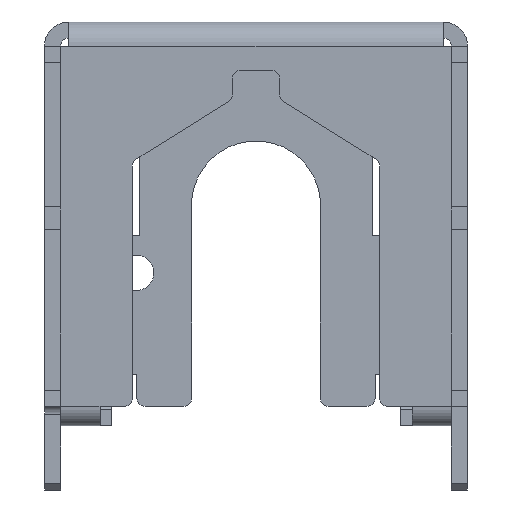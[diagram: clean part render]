
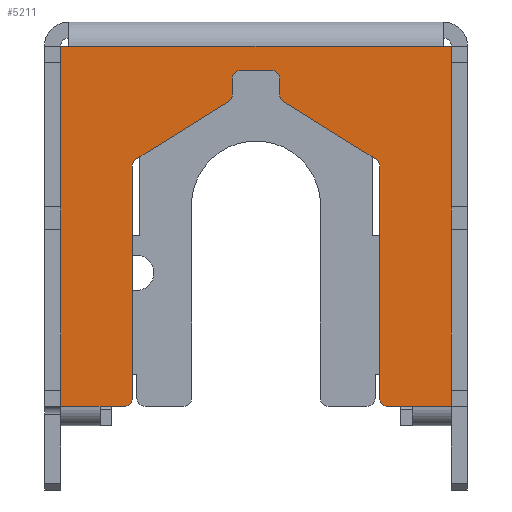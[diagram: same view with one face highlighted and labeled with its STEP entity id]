
A CAD part, front view. The second image highlights one B-rep face of the part: STEP entity #5211.
In plain terms, the highlighted planar face has unit normal (0, -1, 0).
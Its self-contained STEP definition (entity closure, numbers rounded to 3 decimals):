
#2838 = VERTEX_POINT('',#2839);
#2839 = CARTESIAN_POINT('',(-6.075,-6.575,11.2));
#2861 = VERTEX_POINT('',#2862);
#2862 = CARTESIAN_POINT('',(-6.075,-6.575,6.7));
#2885 = EDGE_CURVE('',#2838,#2861,#2886,.T.);
#2886 = LINE('',#2887,#2888);
#2887 = CARTESIAN_POINT('',(-6.075,-6.575,11.2));
#2888 = VECTOR('',#2889,1.);
#2889 = DIRECTION('',(0.,0.,-1.));
#2904 = VERTEX_POINT('',#2905);
#2905 = CARTESIAN_POINT('',(-6.075,-6.575,6.));
#2926 = VERTEX_POINT('',#2927);
#2927 = CARTESIAN_POINT('',(-6.075,-6.575,1.));
#2952 = EDGE_CURVE('',#2904,#2926,#2953,.T.);
#2953 = LINE('',#2954,#2955);
#2954 = CARTESIAN_POINT('',(-6.075,-6.575,6.));
#2955 = VECTOR('',#2956,1.);
#2956 = DIRECTION('',(0.,0.,-1.));
#4225 = VERTEX_POINT('',#4226);
#4226 = CARTESIAN_POINT('',(-4.1,-6.575,0.5));
#4232 = EDGE_CURVE('',#4225,#4233,#4235,.T.);
#4233 = VERTEX_POINT('',#4234);
#4234 = CARTESIAN_POINT('',(-4.85,-6.575,0.5));
#4235 = LINE('',#4236,#4237);
#4236 = CARTESIAN_POINT('',(6.075,-6.575,0.5));
#4237 = VECTOR('',#4238,1.);
#4238 = DIRECTION('',(-1.,0.,0.));
#4287 = VERTEX_POINT('',#4288);
#4288 = CARTESIAN_POINT('',(-6.075,-6.575,11.7));
#4294 = EDGE_CURVE('',#4287,#4295,#4297,.T.);
#4295 = VERTEX_POINT('',#4296);
#4296 = CARTESIAN_POINT('',(-5.825,-6.575,11.7));
#4297 = LINE('',#4298,#4299);
#4298 = CARTESIAN_POINT('',(-6.075,-6.575,11.7));
#4299 = VECTOR('',#4300,1.);
#4300 = DIRECTION('',(1.,0.,0.));
#4342 = VERTEX_POINT('',#4343);
#4343 = CARTESIAN_POINT('',(5.825,-6.575,11.7));
#4349 = EDGE_CURVE('',#4342,#4350,#4352,.T.);
#4350 = VERTEX_POINT('',#4351);
#4351 = CARTESIAN_POINT('',(6.075,-6.575,11.7));
#4352 = LINE('',#4353,#4354);
#4353 = CARTESIAN_POINT('',(-6.075,-6.575,11.7));
#4354 = VECTOR('',#4355,1.);
#4355 = DIRECTION('',(1.,0.,0.));
#4406 = VERTEX_POINT('',#4407);
#4407 = CARTESIAN_POINT('',(4.85,-6.575,0.5));
#4413 = EDGE_CURVE('',#4406,#4414,#4416,.T.);
#4414 = VERTEX_POINT('',#4415);
#4415 = CARTESIAN_POINT('',(4.1,-6.575,0.5));
#4416 = LINE('',#4417,#4418);
#4417 = CARTESIAN_POINT('',(6.075,-6.575,0.5));
#4418 = VECTOR('',#4419,1.);
#4419 = DIRECTION('',(-1.,0.,0.));
#4435 = EDGE_CURVE('',#4436,#4414,#4438,.T.);
#4436 = VERTEX_POINT('',#4437);
#4437 = CARTESIAN_POINT('',(3.85,-6.575,0.75));
#4438 = CIRCLE('',#4439,0.25);
#4439 = AXIS2_PLACEMENT_3D('',#4440,#4441,#4442);
#4440 = CARTESIAN_POINT('',(4.1,-6.575,0.75));
#4441 = DIRECTION('',(0.,-1.,0.));
#4442 = DIRECTION('',(0.,0.,1.));
#4460 = EDGE_CURVE('',#4461,#4436,#4463,.T.);
#4461 = VERTEX_POINT('',#4462);
#4462 = CARTESIAN_POINT('',(3.85,-6.575,7.97));
#4463 = LINE('',#4464,#4465);
#4464 = CARTESIAN_POINT('',(3.85,-6.575,8.109));
#4465 = VECTOR('',#4466,1.);
#4466 = DIRECTION('',(0.,0.,-1.));
#4484 = EDGE_CURVE('',#4485,#4461,#4487,.T.);
#4485 = VERTEX_POINT('',#4486);
#4486 = CARTESIAN_POINT('',(3.732,-6.575,8.182));
#4487 = CIRCLE('',#4488,0.25);
#4488 = AXIS2_PLACEMENT_3D('',#4489,#4490,#4491);
#4489 = CARTESIAN_POINT('',(3.6,-6.575,7.97));
#4490 = DIRECTION('',(0.,1.,0.));
#4491 = DIRECTION('',(0.,0.,1.));
#4509 = EDGE_CURVE('',#4510,#4485,#4512,.T.);
#4510 = VERTEX_POINT('',#4511);
#4511 = CARTESIAN_POINT('',(0.853,-6.575,9.977));
#4512 = LINE('',#4513,#4514);
#4513 = CARTESIAN_POINT('',(0.735,-6.575,10.05));
#4514 = VECTOR('',#4515,1.);
#4515 = DIRECTION('',(0.849,0.,-0.529));
#4533 = EDGE_CURVE('',#4534,#4510,#4536,.T.);
#4534 = VERTEX_POINT('',#4535);
#4535 = CARTESIAN_POINT('',(0.735,-6.575,10.189));
#4536 = CIRCLE('',#4537,0.25);
#4537 = AXIS2_PLACEMENT_3D('',#4538,#4539,#4540);
#4538 = CARTESIAN_POINT('',(0.985,-6.575,10.189));
#4539 = DIRECTION('',(0.,-1.,0.));
#4540 = DIRECTION('',(0.,0.,1.));
#4558 = EDGE_CURVE('',#4559,#4534,#4561,.T.);
#4559 = VERTEX_POINT('',#4560);
#4560 = CARTESIAN_POINT('',(0.735,-6.575,10.7));
#4561 = LINE('',#4562,#4563);
#4562 = CARTESIAN_POINT('',(0.735,-6.575,10.95));
#4563 = VECTOR('',#4564,1.);
#4564 = DIRECTION('',(0.,0.,-1.));
#4582 = EDGE_CURVE('',#4583,#4559,#4585,.T.);
#4583 = VERTEX_POINT('',#4584);
#4584 = CARTESIAN_POINT('',(0.485,-6.575,10.95));
#4585 = CIRCLE('',#4586,0.25);
#4586 = AXIS2_PLACEMENT_3D('',#4587,#4588,#4589);
#4587 = CARTESIAN_POINT('',(0.485,-6.575,10.7));
#4588 = DIRECTION('',(0.,1.,0.));
#4589 = DIRECTION('',(0.,0.,1.));
#4607 = EDGE_CURVE('',#4608,#4583,#4610,.T.);
#4608 = VERTEX_POINT('',#4609);
#4609 = CARTESIAN_POINT('',(-0.485,-6.575,10.95));
#4610 = LINE('',#4611,#4612);
#4611 = CARTESIAN_POINT('',(-0.735,-6.575,10.95));
#4612 = VECTOR('',#4613,1.);
#4613 = DIRECTION('',(1.,0.,0.));
#4631 = EDGE_CURVE('',#4632,#4608,#4634,.T.);
#4632 = VERTEX_POINT('',#4633);
#4633 = CARTESIAN_POINT('',(-0.735,-6.575,10.7));
#4634 = CIRCLE('',#4635,0.25);
#4635 = AXIS2_PLACEMENT_3D('',#4636,#4637,#4638);
#4636 = CARTESIAN_POINT('',(-0.485,-6.575,10.7));
#4637 = DIRECTION('',(0.,1.,0.));
#4638 = DIRECTION('',(0.,0.,1.));
#4656 = EDGE_CURVE('',#4657,#4632,#4659,.T.);
#4657 = VERTEX_POINT('',#4658);
#4658 = CARTESIAN_POINT('',(-0.735,-6.575,10.189));
#4659 = LINE('',#4660,#4661);
#4660 = CARTESIAN_POINT('',(-0.735,-6.575,10.05));
#4661 = VECTOR('',#4662,1.);
#4662 = DIRECTION('',(0.,0.,1.));
#4680 = EDGE_CURVE('',#4681,#4657,#4683,.T.);
#4681 = VERTEX_POINT('',#4682);
#4682 = CARTESIAN_POINT('',(-0.853,-6.575,9.977));
#4683 = CIRCLE('',#4684,0.25);
#4684 = AXIS2_PLACEMENT_3D('',#4685,#4686,#4687);
#4685 = CARTESIAN_POINT('',(-0.985,-6.575,10.189));
#4686 = DIRECTION('',(0.,-1.,0.));
#4687 = DIRECTION('',(0.,0.,1.));
#4705 = EDGE_CURVE('',#4706,#4681,#4708,.T.);
#4706 = VERTEX_POINT('',#4707);
#4707 = CARTESIAN_POINT('',(-3.732,-6.575,8.182));
#4708 = LINE('',#4709,#4710);
#4709 = CARTESIAN_POINT('',(-3.85,-6.575,8.109));
#4710 = VECTOR('',#4711,1.);
#4711 = DIRECTION('',(0.849,0.,0.529));
#4729 = EDGE_CURVE('',#4730,#4706,#4732,.T.);
#4730 = VERTEX_POINT('',#4731);
#4731 = CARTESIAN_POINT('',(-3.85,-6.575,7.97));
#4732 = CIRCLE('',#4733,0.25);
#4733 = AXIS2_PLACEMENT_3D('',#4734,#4735,#4736);
#4734 = CARTESIAN_POINT('',(-3.6,-6.575,7.97));
#4735 = DIRECTION('',(0.,1.,0.));
#4736 = DIRECTION('',(0.,0.,1.));
#4754 = EDGE_CURVE('',#4755,#4730,#4757,.T.);
#4755 = VERTEX_POINT('',#4756);
#4756 = CARTESIAN_POINT('',(-3.85,-6.575,0.75));
#4757 = LINE('',#4758,#4759);
#4758 = CARTESIAN_POINT('',(-3.85,-6.575,0.5));
#4759 = VECTOR('',#4760,1.);
#4760 = DIRECTION('',(0.,0.,1.));
#4778 = EDGE_CURVE('',#4225,#4755,#4779,.T.);
#4779 = CIRCLE('',#4780,0.25);
#4780 = AXIS2_PLACEMENT_3D('',#4781,#4782,#4783);
#4781 = CARTESIAN_POINT('',(-4.1,-6.575,0.75));
#4782 = DIRECTION('',(0.,-1.,0.));
#4783 = DIRECTION('',(0.,0.,1.));
#4861 = VERTEX_POINT('',#4862);
#4862 = CARTESIAN_POINT('',(-6.075,-6.575,0.5));
#5130 = EDGE_CURVE('',#4342,#4295,#5131,.T.);
#5131 = LINE('',#5132,#5133);
#5132 = CARTESIAN_POINT('',(5.825,-6.575,11.7));
#5133 = VECTOR('',#5134,1.);
#5134 = DIRECTION('',(-1.,0.,0.));
#5183 = EDGE_CURVE('',#2838,#4287,#5184,.T.);
#5184 = LINE('',#5185,#5186);
#5185 = CARTESIAN_POINT('',(-6.075,-6.575,0.5));
#5186 = VECTOR('',#5187,1.);
#5187 = DIRECTION('',(0.,0.,1.));
#5200 = EDGE_CURVE('',#2904,#2861,#5201,.T.);
#5201 = LINE('',#5202,#5203);
#5202 = CARTESIAN_POINT('',(-6.075,-6.575,0.5));
#5203 = VECTOR('',#5204,1.);
#5204 = DIRECTION('',(0.,0.,1.));
#5211 = ADVANCED_FACE('',(#5212),#5296,.F.);
#5212 = FACE_BOUND('',#5213,.F.);
#5213 = EDGE_LOOP('',(#5214,#5215,#5221,#5227,#5228,#5229,#5230,#5231,
    #5232,#5233,#5234,#5242,#5250,#5258,#5266,#5274,#5280,#5281,#5282,
    #5283,#5284,#5285,#5286,#5287,#5288,#5289,#5290,#5291,#5292,#5293,
    #5294,#5295));
#5214 = ORIENTED_EDGE('',*,*,#4232,.T.);
#5215 = ORIENTED_EDGE('',*,*,#5216,.T.);
#5216 = EDGE_CURVE('',#4233,#4861,#5217,.T.);
#5217 = LINE('',#5218,#5219);
#5218 = CARTESIAN_POINT('',(6.075,-6.575,0.5));
#5219 = VECTOR('',#5220,1.);
#5220 = DIRECTION('',(-1.,0.,0.));
#5221 = ORIENTED_EDGE('',*,*,#5222,.T.);
#5222 = EDGE_CURVE('',#4861,#2926,#5223,.T.);
#5223 = LINE('',#5224,#5225);
#5224 = CARTESIAN_POINT('',(-6.075,-6.575,0.5));
#5225 = VECTOR('',#5226,1.);
#5226 = DIRECTION('',(0.,0.,1.));
#5227 = ORIENTED_EDGE('',*,*,#2952,.F.);
#5228 = ORIENTED_EDGE('',*,*,#5200,.T.);
#5229 = ORIENTED_EDGE('',*,*,#2885,.F.);
#5230 = ORIENTED_EDGE('',*,*,#5183,.T.);
#5231 = ORIENTED_EDGE('',*,*,#4294,.T.);
#5232 = ORIENTED_EDGE('',*,*,#5130,.F.);
#5233 = ORIENTED_EDGE('',*,*,#4349,.T.);
#5234 = ORIENTED_EDGE('',*,*,#5235,.T.);
#5235 = EDGE_CURVE('',#4350,#5236,#5238,.T.);
#5236 = VERTEX_POINT('',#5237);
#5237 = CARTESIAN_POINT('',(6.075,-6.575,11.2));
#5238 = LINE('',#5239,#5240);
#5239 = CARTESIAN_POINT('',(6.075,-6.575,11.7));
#5240 = VECTOR('',#5241,1.);
#5241 = DIRECTION('',(0.,0.,-1.));
#5242 = ORIENTED_EDGE('',*,*,#5243,.F.);
#5243 = EDGE_CURVE('',#5244,#5236,#5246,.T.);
#5244 = VERTEX_POINT('',#5245);
#5245 = CARTESIAN_POINT('',(6.075,-6.575,6.7));
#5246 = LINE('',#5247,#5248);
#5247 = CARTESIAN_POINT('',(6.075,-6.575,6.7));
#5248 = VECTOR('',#5249,1.);
#5249 = DIRECTION('',(0.,0.,1.));
#5250 = ORIENTED_EDGE('',*,*,#5251,.T.);
#5251 = EDGE_CURVE('',#5244,#5252,#5254,.T.);
#5252 = VERTEX_POINT('',#5253);
#5253 = CARTESIAN_POINT('',(6.075,-6.575,6.));
#5254 = LINE('',#5255,#5256);
#5255 = CARTESIAN_POINT('',(6.075,-6.575,11.7));
#5256 = VECTOR('',#5257,1.);
#5257 = DIRECTION('',(0.,0.,-1.));
#5258 = ORIENTED_EDGE('',*,*,#5259,.F.);
#5259 = EDGE_CURVE('',#5260,#5252,#5262,.T.);
#5260 = VERTEX_POINT('',#5261);
#5261 = CARTESIAN_POINT('',(6.075,-6.575,1.));
#5262 = LINE('',#5263,#5264);
#5263 = CARTESIAN_POINT('',(6.075,-6.575,1.));
#5264 = VECTOR('',#5265,1.);
#5265 = DIRECTION('',(0.,0.,1.));
#5266 = ORIENTED_EDGE('',*,*,#5267,.T.);
#5267 = EDGE_CURVE('',#5260,#5268,#5270,.T.);
#5268 = VERTEX_POINT('',#5269);
#5269 = CARTESIAN_POINT('',(6.075,-6.575,0.5));
#5270 = LINE('',#5271,#5272);
#5271 = CARTESIAN_POINT('',(6.075,-6.575,11.7));
#5272 = VECTOR('',#5273,1.);
#5273 = DIRECTION('',(0.,0.,-1.));
#5274 = ORIENTED_EDGE('',*,*,#5275,.T.);
#5275 = EDGE_CURVE('',#5268,#4406,#5276,.T.);
#5276 = LINE('',#5277,#5278);
#5277 = CARTESIAN_POINT('',(6.075,-6.575,0.5));
#5278 = VECTOR('',#5279,1.);
#5279 = DIRECTION('',(-1.,0.,0.));
#5280 = ORIENTED_EDGE('',*,*,#4413,.T.);
#5281 = ORIENTED_EDGE('',*,*,#4435,.F.);
#5282 = ORIENTED_EDGE('',*,*,#4460,.F.);
#5283 = ORIENTED_EDGE('',*,*,#4484,.F.);
#5284 = ORIENTED_EDGE('',*,*,#4509,.F.);
#5285 = ORIENTED_EDGE('',*,*,#4533,.F.);
#5286 = ORIENTED_EDGE('',*,*,#4558,.F.);
#5287 = ORIENTED_EDGE('',*,*,#4582,.F.);
#5288 = ORIENTED_EDGE('',*,*,#4607,.F.);
#5289 = ORIENTED_EDGE('',*,*,#4631,.F.);
#5290 = ORIENTED_EDGE('',*,*,#4656,.F.);
#5291 = ORIENTED_EDGE('',*,*,#4680,.F.);
#5292 = ORIENTED_EDGE('',*,*,#4705,.F.);
#5293 = ORIENTED_EDGE('',*,*,#4729,.F.);
#5294 = ORIENTED_EDGE('',*,*,#4754,.F.);
#5295 = ORIENTED_EDGE('',*,*,#4778,.F.);
#5296 = PLANE('',#5297);
#5297 = AXIS2_PLACEMENT_3D('',#5298,#5299,#5300);
#5298 = CARTESIAN_POINT('',(0.,-6.575,6.1));
#5299 = DIRECTION('',(-0.,1.,-0.));
#5300 = DIRECTION('',(-1.,0.,0.));
